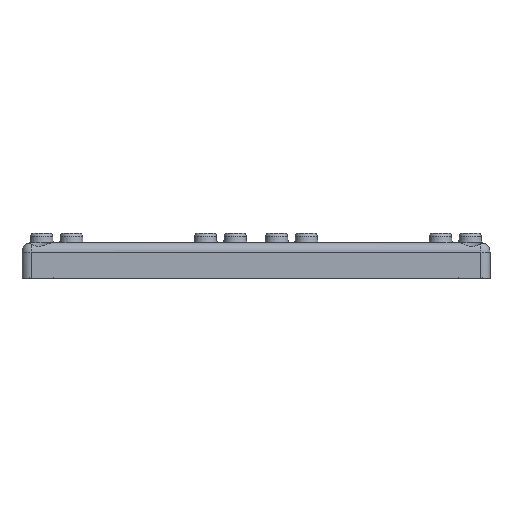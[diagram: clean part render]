
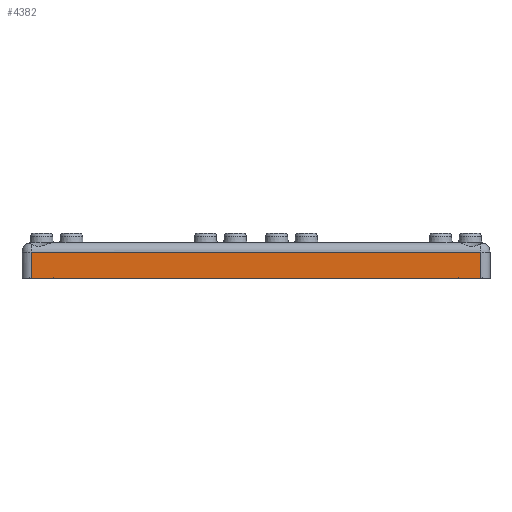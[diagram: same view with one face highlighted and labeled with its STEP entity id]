
A CAD part, left-side view. The second image highlights one B-rep face of the part: STEP entity #4382.
In plain terms, the highlighted planar face has unit normal (-1, 0, 0).
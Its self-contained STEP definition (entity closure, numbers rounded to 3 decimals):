
#279=LINE('',#7221,#617);
#392=LINE('',#7614,#730);
#405=LINE('',#7707,#743);
#406=LINE('',#7713,#744);
#617=VECTOR('',#5544,10.);
#730=VECTOR('',#5977,10.);
#743=VECTOR('',#6112,10.);
#744=VECTOR('',#6121,10.);
#1066=FACE_OUTER_BOUND('',#1359,.T.);
#1359=EDGE_LOOP('',(#3676,#3677,#3678,#3679));
#1947=VERTEX_POINT('',#7218);
#1948=VERTEX_POINT('',#7220);
#2038=VERTEX_POINT('',#7609);
#2057=VERTEX_POINT('',#7705);
#2404=EDGE_CURVE('',#1948,#1947,#279,.T.);
#2586=EDGE_CURVE('',#1947,#2038,#392,.T.);
#2630=EDGE_CURVE('',#2057,#2038,#405,.T.);
#2633=EDGE_CURVE('',#1948,#2057,#406,.T.);
#3676=ORIENTED_EDGE('',*,*,#2630,.F.);
#3677=ORIENTED_EDGE('',*,*,#2633,.F.);
#3678=ORIENTED_EDGE('',*,*,#2404,.T.);
#3679=ORIENTED_EDGE('',*,*,#2586,.T.);
#4163=PLANE('',#4887);
#4382=ADVANCED_FACE('',(#1066),#4163,.T.);
#4887=AXIS2_PLACEMENT_3D('',#7712,#6119,#6120);
#5544=DIRECTION('',(0.,-1.,0.));
#5977=DIRECTION('',(0.,0.,1.));
#6112=DIRECTION('',(0.,-1.,0.));
#6119=DIRECTION('center_axis',(-1.,0.,0.));
#6120=DIRECTION('ref_axis',(0.,-1.,0.));
#6121=DIRECTION('',(0.,0.,1.));
#7218=CARTESIAN_POINT('',(-95.872,-1.94,0.));
#7220=CARTESIAN_POINT('',(-95.872,93.872,0.));
#7221=CARTESIAN_POINT('',(-95.872,93.872,0.));
#7609=CARTESIAN_POINT('',(-95.872,-1.94,5.7));
#7614=CARTESIAN_POINT('',(-95.872,-1.94,0.));
#7705=CARTESIAN_POINT('',(-95.872,93.872,5.7));
#7707=CARTESIAN_POINT('',(-95.872,58.443,5.7));
#7712=CARTESIAN_POINT('Origin',(-95.872,46.172,0.));
#7713=CARTESIAN_POINT('',(-95.872,93.872,0.));
